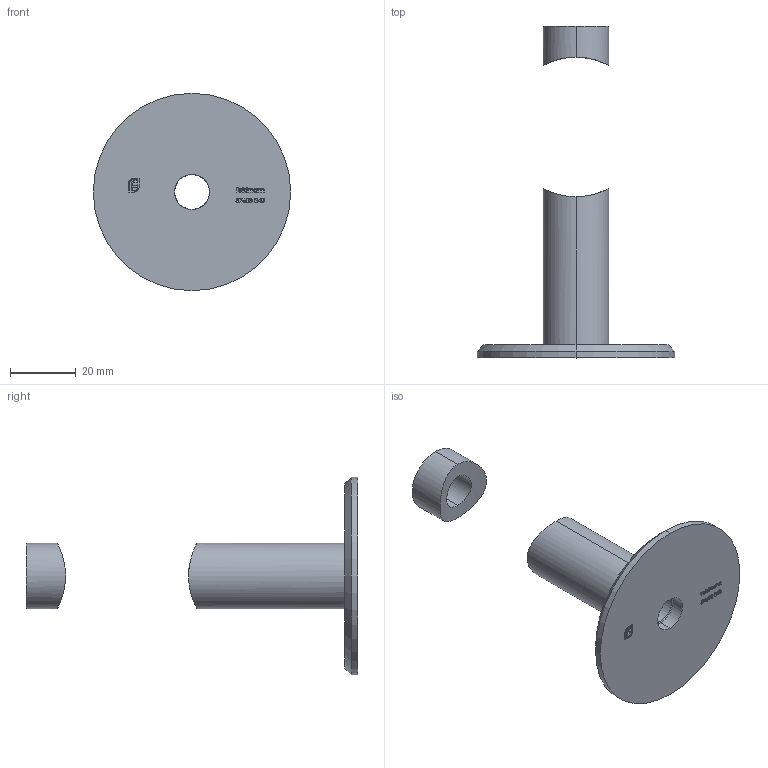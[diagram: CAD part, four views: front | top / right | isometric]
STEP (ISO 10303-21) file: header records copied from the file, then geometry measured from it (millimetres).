
FILE_DESCRIPTION (( 'STEP AP203' ), '1' );
FILE_NAME ('57608-240.STEP', '2021-05-26T08:31:29', ( '' ), ( '' ), 'SwSTEP 2.0', 'SolidWorks 2018', '' );
FILE_SCHEMA (( 'CONFIG_CONTROL_DESIGN' ));
Length unit declared in the file: millimetre
Products named in the file (7): 57608-240 Teil2_57608-240 Teil2; 57608-240 Teil1; 57608-240 Teil3_57608-240 Teil3; 57608-240 Teil3; 57608-240 Teil1_57608-240 Teil1; 57608-240 Teil2; 57608-240
Assembly tree (3 placements, depth 2):
  57608-240 Teil1
  57608-240 Teil3
  57608-240 Teil2
  57608-240
    57608-240 Teil2_57608-240 Teil2
    57608-240 Teil3_57608-240 Teil3
    57608-240 Teil1_57608-240 Teil1
Bounding box: 60 x 100.9 x 60 mm (x, y, z)
Volume: 23236.1 mm3; surface area: 12469.8 mm2
Topology: 3 solids, 3 shells, 291 faces, 768 edges, 510 vertices
Faces by surface type: plane 145, bspline 126, cylinder 14, cone 6
Entity records: 16238 total; most frequent: CARTESIAN_POINT 9244, ORIENTED_EDGE 1536, DIRECTION 874, EDGE_CURVE 768, VERTEX_POINT 510, LINE 486, VECTOR 486, EDGE_LOOP 324
